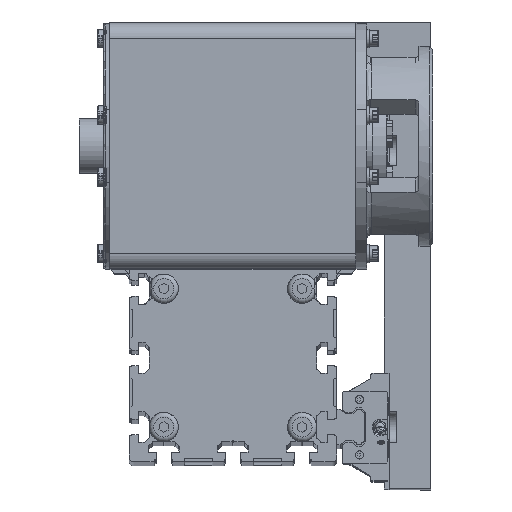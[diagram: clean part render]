
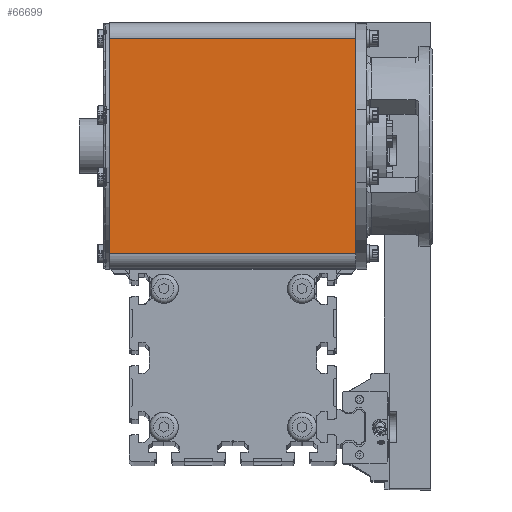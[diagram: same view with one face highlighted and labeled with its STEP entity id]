
A CAD part, top view. The second image highlights one B-rep face of the part: STEP entity #66699.
In plain terms, the highlighted face is planar.
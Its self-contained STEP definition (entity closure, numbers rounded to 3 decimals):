
#4060=PLANE('',#71510);
#8217=LINE('',#101692,#15112);
#8234=LINE('',#101774,#15129);
#8235=LINE('',#101775,#15130);
#8236=LINE('',#101776,#15131);
#15112=VECTOR('',#82193,10.);
#15129=VECTOR('',#82288,10.);
#15130=VECTOR('',#82289,10.);
#15131=VECTOR('',#82290,10.);
#21647=FACE_OUTER_BOUND('',#25277,.T.);
#25277=EDGE_LOOP('',(#53340,#53341,#53342,#53343));
#32775=VERTEX_POINT('',#101689);
#32776=VERTEX_POINT('',#101691);
#32801=VERTEX_POINT('',#101772);
#32802=VERTEX_POINT('',#101773);
#40237=EDGE_CURVE('',#32775,#32776,#8217,.T.);
#40277=EDGE_CURVE('',#32801,#32802,#8234,.T.);
#40278=EDGE_CURVE('',#32801,#32776,#8235,.T.);
#40279=EDGE_CURVE('',#32802,#32775,#8236,.T.);
#53340=ORIENTED_EDGE('',*,*,#40277,.F.);
#53341=ORIENTED_EDGE('',*,*,#40278,.T.);
#53342=ORIENTED_EDGE('',*,*,#40237,.F.);
#53343=ORIENTED_EDGE('',*,*,#40279,.F.);
#66699=ADVANCED_FACE('',(#21647),#4060,.T.);
#71510=AXIS2_PLACEMENT_3D('',#101771,#82286,#82287);
#82193=DIRECTION('',(0.,1.,0.));
#82286=DIRECTION('center_axis',(-1.,0.,0.));
#82287=DIRECTION('ref_axis',(0.,1.,0.));
#82288=DIRECTION('',(0.,-1.,0.));
#82289=DIRECTION('',(0.,0.,-1.));
#82290=DIRECTION('',(0.,0.,-1.));
#101689=CARTESIAN_POINT('',(-95.,-70.,-160.));
#101691=CARTESIAN_POINT('',(-95.,70.,-160.));
#101692=CARTESIAN_POINT('',(-95.,70.,-160.));
#101771=CARTESIAN_POINT('Origin',(-95.,-70.,0.));
#101772=CARTESIAN_POINT('',(-95.,70.,0.));
#101773=CARTESIAN_POINT('',(-95.,-70.,0.));
#101774=CARTESIAN_POINT('',(-95.,70.,0.));
#101775=CARTESIAN_POINT('',(-95.,70.,0.));
#101776=CARTESIAN_POINT('',(-95.,-70.,0.));
